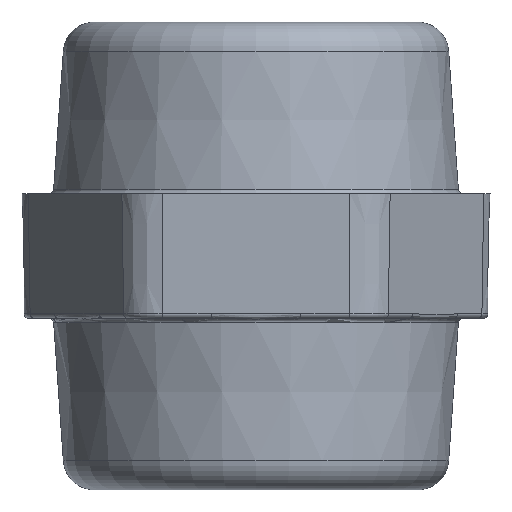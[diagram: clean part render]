
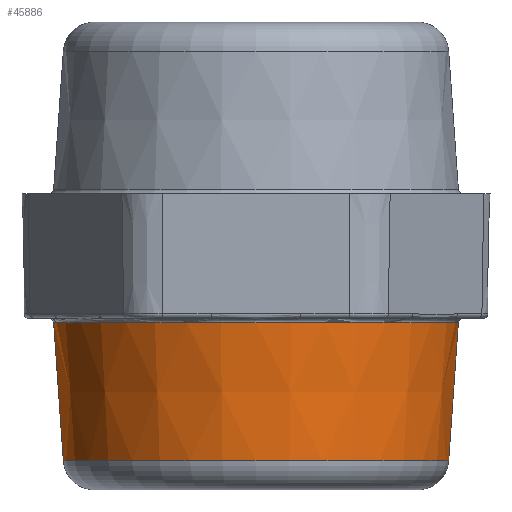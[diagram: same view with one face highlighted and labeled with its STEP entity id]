
A CAD part, front view. The second image highlights one B-rep face of the part: STEP entity #45886.
In plain terms, the highlighted conical face has half-angle 4 degrees and reference radius 12.671 mm.
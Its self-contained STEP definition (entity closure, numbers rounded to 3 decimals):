
#774 = EDGE_CURVE ( 'NONE', #2640, #4474, #45183, .T. ) ;
#882 = CARTESIAN_POINT ( 'NONE',  ( 0., 0., -4.709 ) ) ;
#2640 = VERTEX_POINT ( 'NONE', #21757 ) ;
#3189 = VECTOR ( 'NONE', #13202, 1000. ) ;
#4474 = VERTEX_POINT ( 'NONE', #46321 ) ;
#5025 = EDGE_LOOP ( 'NONE', ( #11117, #25366, #25483, #13218 ) ) ;
#5033 = CARTESIAN_POINT ( 'NONE',  ( -12.361, 0., -9.14 ) ) ;
#9072 = VECTOR ( 'NONE', #16901, 1000. ) ;
#11117 = ORIENTED_EDGE ( 'NONE', *, *, #774, .F. ) ;
#12080 = EDGE_CURVE ( 'NONE', #37526, #23790, #37376, .T. ) ;
#13202 = DIRECTION ( 'NONE',  ( -0.07, 0., 0.998 ) ) ;
#13218 = ORIENTED_EDGE ( 'NONE', *, *, #22248, .T. ) ;
#13428 = CIRCLE ( 'NONE', #25663, 12.98 ) ;
#16689 = CIRCLE ( 'NONE', #48605, 12.361 ) ;
#16901 = DIRECTION ( 'NONE',  ( 0.07, 0., 0.998 ) ) ;
#17823 = CARTESIAN_POINT ( 'NONE',  ( 12.98, 0., -0.279 ) ) ;
#20579 = CONICAL_SURFACE ( 'NONE', #32855, 12.671, 0.07 ) ;
#20747 = CARTESIAN_POINT ( 'NONE',  ( 12.361, 0., -9.14 ) ) ;
#21757 = CARTESIAN_POINT ( 'NONE',  ( -12.361, 0., -9.14 ) ) ;
#22248 = EDGE_CURVE ( 'NONE', #23790, #4474, #13428, .T. ) ;
#23790 = VERTEX_POINT ( 'NONE', #17823 ) ;
#25366 = ORIENTED_EDGE ( 'NONE', *, *, #31971, .T. ) ;
#25483 = ORIENTED_EDGE ( 'NONE', *, *, #12080, .T. ) ;
#25663 = AXIS2_PLACEMENT_3D ( 'NONE', #32490, #33506, #28642 ) ;
#25899 = DIRECTION ( 'NONE',  ( -1., 0., 0. ) ) ;
#26246 = DIRECTION ( 'NONE',  ( -1., 0., 0. ) ) ;
#28237 = DIRECTION ( 'NONE',  ( 0., 0., 1. ) ) ;
#28642 = DIRECTION ( 'NONE',  ( 1., 0., 0. ) ) ;
#29853 = CARTESIAN_POINT ( 'NONE',  ( 0., 0., -9.14 ) ) ;
#31058 = CARTESIAN_POINT ( 'NONE',  ( 12.361, 0., -9.14 ) ) ;
#31971 = EDGE_CURVE ( 'NONE', #2640, #37526, #16689, .T. ) ;
#32490 = CARTESIAN_POINT ( 'NONE',  ( 0., 0., -0.279 ) ) ;
#32855 = AXIS2_PLACEMENT_3D ( 'NONE', #882, #28237, #25899 ) ;
#33506 = DIRECTION ( 'NONE',  ( 0., 0., -1. ) ) ;
#34206 = DIRECTION ( 'NONE',  ( 0., 0., 1. ) ) ;
#35944 = FACE_OUTER_BOUND ( 'NONE', #5025, .T. ) ;
#37376 = LINE ( 'NONE', #20747, #9072 ) ;
#37526 = VERTEX_POINT ( 'NONE', #31058 ) ;
#45183 = LINE ( 'NONE', #5033, #3189 ) ;
#45886 = ADVANCED_FACE ( 'NONE', ( #35944 ), #20579, .T. ) ;
#46321 = CARTESIAN_POINT ( 'NONE',  ( -12.98, 0., -0.279 ) ) ;
#48605 = AXIS2_PLACEMENT_3D ( 'NONE', #29853, #34206, #26246 ) ;
